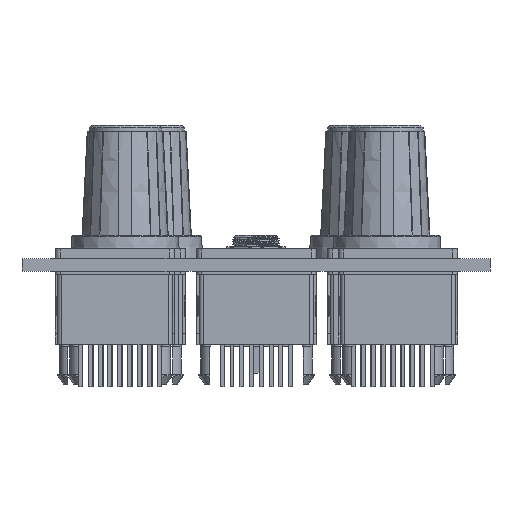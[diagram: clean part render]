
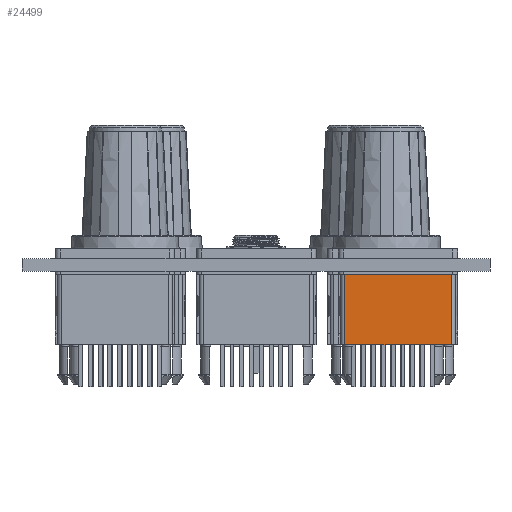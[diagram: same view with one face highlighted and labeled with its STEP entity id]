
A CAD part, front view. The second image highlights one B-rep face of the part: STEP entity #24499.
In plain terms, the highlighted face is planar.
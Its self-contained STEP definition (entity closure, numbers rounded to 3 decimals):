
#8031 = PLANE('',#8032);
#8032 = AXIS2_PLACEMENT_3D('',#8033,#8034,#8035);
#8033 = CARTESIAN_POINT('',(-7.938,-6.223,-7.747));
#8034 = DIRECTION('',(0.,-1.,0.));
#8035 = DIRECTION('',(0.,0.,-1.));
#10303 = VERTEX_POINT('',#10304);
#10304 = CARTESIAN_POINT('',(-7.684,-6.223,-6.934));
#10314 = CYLINDRICAL_SURFACE('',#10315,0.508);
#10315 = AXIS2_PLACEMENT_3D('',#10316,#10317,#10318);
#10316 = CARTESIAN_POINT('',(-7.176,-6.614,-6.934));
#10317 = DIRECTION('',(0.,-1.,0.));
#10318 = DIRECTION('',(-1.,0.,0.));
#10333 = EDGE_CURVE('',#10303,#10334,#10336,.T.);
#10334 = VERTEX_POINT('',#10335);
#10335 = CARTESIAN_POINT('',(-7.684,2.921,-6.934));
#10336 = SURFACE_CURVE('',#10337,(#10341,#10348),.PCURVE_S1.);
#10337 = LINE('',#10338,#10339);
#10338 = CARTESIAN_POINT('',(-7.684,-6.223,
    -6.934));
#10339 = VECTOR('',#10340,1.);
#10340 = DIRECTION('',(0.,1.,0.));
#10341 = PCURVE('',#10314,#10342);
#10342 = DEFINITIONAL_REPRESENTATION('',(#10343),#10347);
#10343 = LINE('',#10344,#10345);
#10344 = CARTESIAN_POINT('',(0.,-0.391));
#10345 = VECTOR('',#10346,1.);
#10346 = DIRECTION('',(0.,-1.));
#10347 = ( GEOMETRIC_REPRESENTATION_CONTEXT(2) 
PARAMETRIC_REPRESENTATION_CONTEXT() REPRESENTATION_CONTEXT('2D SPACE',''
  ) );
#10348 = PCURVE('',#10349,#10354);
#10349 = PLANE('',#10350);
#10350 = AXIS2_PLACEMENT_3D('',#10351,#10352,#10353);
#10351 = CARTESIAN_POINT('',(-7.684,-6.223,9.296));
#10352 = DIRECTION('',(1.,0.,0.));
#10353 = DIRECTION('',(0.,1.,0.));
#10354 = DEFINITIONAL_REPRESENTATION('',(#10355),#10359);
#10355 = LINE('',#10356,#10357);
#10356 = CARTESIAN_POINT('',(0.,-16.231));
#10357 = VECTOR('',#10358,1.);
#10358 = DIRECTION('',(1.,0.));
#10359 = ( GEOMETRIC_REPRESENTATION_CONTEXT(2) 
PARAMETRIC_REPRESENTATION_CONTEXT() REPRESENTATION_CONTEXT('2D SPACE',''
  ) );
#10377 = PLANE('',#10378);
#10378 = AXIS2_PLACEMENT_3D('',#10379,#10380,#10381);
#10379 = CARTESIAN_POINT('',(-7.938,2.921,7.747));
#10380 = DIRECTION('',(0.,1.,0.));
#10381 = DIRECTION('',(1.,0.,0.));
#11777 = CYLINDRICAL_SURFACE('',#11778,0.508);
#11778 = AXIS2_PLACEMENT_3D('',#11779,#11780,#11781);
#11779 = CARTESIAN_POINT('',(-7.176,3.33,6.934));
#11780 = DIRECTION('',(0.,1.,0.));
#11781 = DIRECTION('',(-1.,0.,0.));
#22291 = VERTEX_POINT('',#22292);
#22292 = CARTESIAN_POINT('',(-7.684,2.921,6.934));
#22314 = EDGE_CURVE('',#22291,#22315,#22317,.T.);
#22315 = VERTEX_POINT('',#22316);
#22316 = CARTESIAN_POINT('',(-7.684,-6.223,6.934));
#22317 = SURFACE_CURVE('',#22318,(#22322,#22329),.PCURVE_S1.);
#22318 = LINE('',#22319,#22320);
#22319 = CARTESIAN_POINT('',(-7.684,2.921,
    6.934));
#22320 = VECTOR('',#22321,1.);
#22321 = DIRECTION('',(0.,-1.,0.));
#22322 = PCURVE('',#11777,#22323);
#22323 = DEFINITIONAL_REPRESENTATION('',(#22324),#22328);
#22324 = LINE('',#22325,#22326);
#22325 = CARTESIAN_POINT('',(0.,-0.409));
#22326 = VECTOR('',#22327,1.);
#22327 = DIRECTION('',(0.,-1.));
#22328 = ( GEOMETRIC_REPRESENTATION_CONTEXT(2) 
PARAMETRIC_REPRESENTATION_CONTEXT() REPRESENTATION_CONTEXT('2D SPACE',''
  ) );
#22329 = PCURVE('',#10349,#22330);
#22330 = DEFINITIONAL_REPRESENTATION('',(#22331),#22335);
#22331 = LINE('',#22332,#22333);
#22332 = CARTESIAN_POINT('',(9.144,-2.362));
#22333 = VECTOR('',#22334,1.);
#22334 = DIRECTION('',(-1.,0.));
#22335 = ( GEOMETRIC_REPRESENTATION_CONTEXT(2) 
PARAMETRIC_REPRESENTATION_CONTEXT() REPRESENTATION_CONTEXT('2D SPACE',''
  ) );
#23677 = EDGE_CURVE('',#22291,#10334,#23678,.T.);
#23678 = SURFACE_CURVE('',#23679,(#23683,#23690),.PCURVE_S1.);
#23679 = LINE('',#23680,#23681);
#23680 = CARTESIAN_POINT('',(-7.684,2.921,
    6.934));
#23681 = VECTOR('',#23682,1.);
#23682 = DIRECTION('',(0.,0.,-1.));
#23683 = PCURVE('',#10377,#23684);
#23684 = DEFINITIONAL_REPRESENTATION('',(#23685),#23689);
#23685 = LINE('',#23686,#23687);
#23686 = CARTESIAN_POINT('',(0.254,0.813));
#23687 = VECTOR('',#23688,1.);
#23688 = DIRECTION('',(0.,1.));
#23689 = ( GEOMETRIC_REPRESENTATION_CONTEXT(2) 
PARAMETRIC_REPRESENTATION_CONTEXT() REPRESENTATION_CONTEXT('2D SPACE',''
  ) );
#23690 = PCURVE('',#10349,#23691);
#23691 = DEFINITIONAL_REPRESENTATION('',(#23692),#23696);
#23692 = LINE('',#23693,#23694);
#23693 = CARTESIAN_POINT('',(9.144,-2.362));
#23694 = VECTOR('',#23695,1.);
#23695 = DIRECTION('',(0.,-1.));
#23696 = ( GEOMETRIC_REPRESENTATION_CONTEXT(2) 
PARAMETRIC_REPRESENTATION_CONTEXT() REPRESENTATION_CONTEXT('2D SPACE',''
  ) );
#24326 = EDGE_CURVE('',#10303,#22315,#24327,.T.);
#24327 = SURFACE_CURVE('',#24328,(#24332,#24339),.PCURVE_S1.);
#24328 = LINE('',#24329,#24330);
#24329 = CARTESIAN_POINT('',(-7.684,-6.223,
    -6.934));
#24330 = VECTOR('',#24331,1.);
#24331 = DIRECTION('',(0.,0.,1.));
#24332 = PCURVE('',#8031,#24333);
#24333 = DEFINITIONAL_REPRESENTATION('',(#24334),#24338);
#24334 = LINE('',#24335,#24336);
#24335 = CARTESIAN_POINT('',(-0.813,0.254));
#24336 = VECTOR('',#24337,1.);
#24337 = DIRECTION('',(-1.,0.));
#24338 = ( GEOMETRIC_REPRESENTATION_CONTEXT(2) 
PARAMETRIC_REPRESENTATION_CONTEXT() REPRESENTATION_CONTEXT('2D SPACE',''
  ) );
#24339 = PCURVE('',#10349,#24340);
#24340 = DEFINITIONAL_REPRESENTATION('',(#24341),#24345);
#24341 = LINE('',#24342,#24343);
#24342 = CARTESIAN_POINT('',(0.,-16.231));
#24343 = VECTOR('',#24344,1.);
#24344 = DIRECTION('',(0.,1.));
#24345 = ( GEOMETRIC_REPRESENTATION_CONTEXT(2) 
PARAMETRIC_REPRESENTATION_CONTEXT() REPRESENTATION_CONTEXT('2D SPACE',''
  ) );
#24499 = ADVANCED_FACE('',(#24500),#10349,.F.);
#24500 = FACE_BOUND('',#24501,.T.);
#24501 = EDGE_LOOP('',(#24502,#24503,#24504,#24505));
#24502 = ORIENTED_EDGE('',*,*,#23677,.T.);
#24503 = ORIENTED_EDGE('',*,*,#10333,.F.);
#24504 = ORIENTED_EDGE('',*,*,#24326,.T.);
#24505 = ORIENTED_EDGE('',*,*,#22314,.F.);
